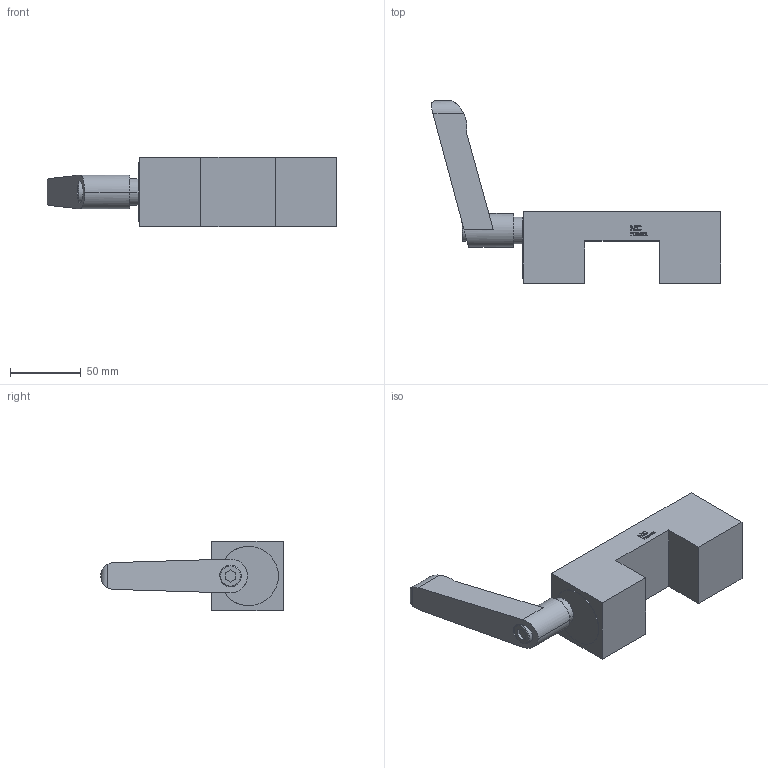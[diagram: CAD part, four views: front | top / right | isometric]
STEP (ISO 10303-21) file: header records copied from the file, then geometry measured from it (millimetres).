
FILE_DESCRIPTION((''),'2;1');
FILE_NAME('FE5501A-NIC','2023-07-12T20:10:18',('lx'),(''),'CREO PARAMETRIC BY PTC INC, 2018100','CREO PARAMETRIC BY PTC INC, 2018100','');
FILE_SCHEMA(('CONFIG_CONTROL_DESIGN'));
Length unit declared in the file: millimetre
Products named in the file (1): FE5501A-NIC
Bounding box: 205.5 x 129.5 x 49 mm (x, y, z)
Volume: 305173.5 mm3; surface area: 55046.7 mm2
Topology: 1 solids, 4 shells, 301 faces, 820 edges, 548 vertices
Faces by surface type: plane 266, cylinder 31, cone 4
Entity records: 9491 total; most frequent: CARTESIAN_POINT 1795, ORIENTED_EDGE 1638, DIRECTION 1464, EDGE_CURVE 820, VECTOR 740, LINE 740, VERTEX_POINT 548, AXIS2_PLACEMENT_3D 362
